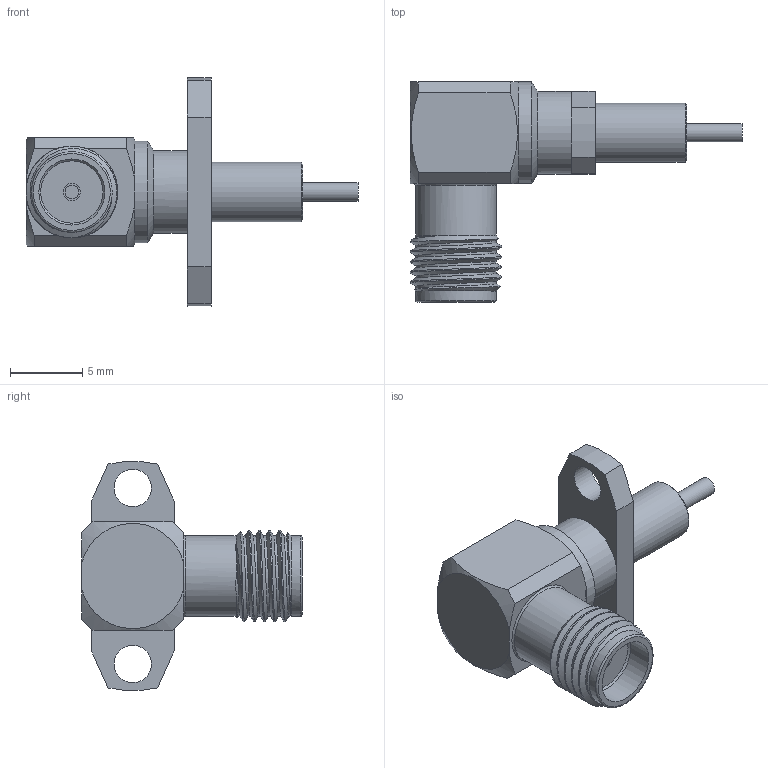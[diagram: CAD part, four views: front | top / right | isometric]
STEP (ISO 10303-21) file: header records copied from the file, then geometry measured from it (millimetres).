
FILE_DESCRIPTION (( 'STEP AP203' ), '1' );
FILE_NAME ('PE44593.step', '2020-03-02T19:04:06', ( '' ), ( '' ), 'SwSTEP 2.0', 'SolidWorks 2018', '' );
FILE_SCHEMA (( 'CONFIG_CONTROL_DESIGN' ));
Length unit declared in the file: inch
Products named in the file (1): PE44593
Bounding box: 22.99 x 15.24 x 15.83 mm (x, y, z)
Volume: 880.7 mm3; surface area: 870.2 mm2
Topology: 1 solids, 1 shells, 54 faces, 127 edges, 81 vertices
Faces by surface type: plane 26, cylinder 14, cone 9, bspline 3, torus 2
Full cylindrical faces by diameter (mm): 0.94 x1, 1.194 x1, 1.27 x1, 2.591 x2, 4.115 x1, 4.572 x1, 5.582 x2, 5.717 x1, 7.036 x1
Entity records: 2687 total; most frequent: CARTESIAN_POINT 1502, ORIENTED_EDGE 214, DIRECTION 212, EDGE_CURVE 107, AXIS2_PLACEMENT_3D 88, EDGE_LOOP 80, VERTEX_POINT 77, FACE_OUTER_BOUND 67
